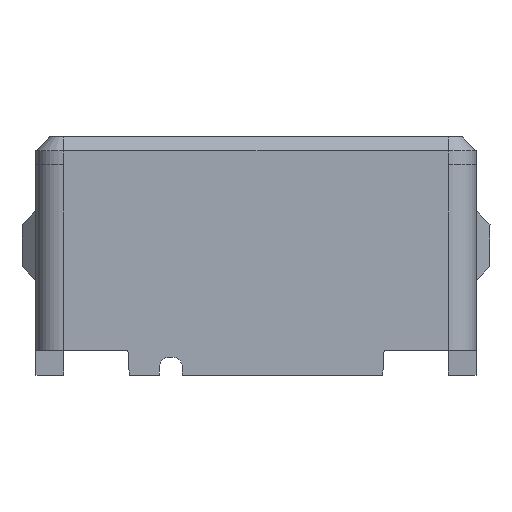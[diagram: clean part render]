
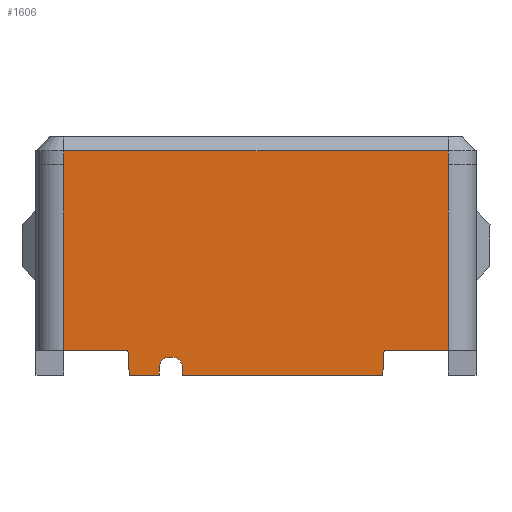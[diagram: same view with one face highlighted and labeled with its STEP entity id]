
A CAD part, left-side view. The second image highlights one B-rep face of the part: STEP entity #1606.
In plain terms, the highlighted planar face has unit normal (-1, 0, 0).
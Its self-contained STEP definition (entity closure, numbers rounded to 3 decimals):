
#13 = LINE ( 'NONE', #784, #2087 ) ;
#20 = VECTOR ( 'NONE', #1328, 1000. ) ;
#44 = LINE ( 'NONE', #973, #270 ) ;
#72 = LINE ( 'NONE', #1367, #598 ) ;
#108 = DIRECTION ( 'NONE',  ( 1., 0., 0. ) ) ;
#114 = VERTEX_POINT ( 'NONE', #1314 ) ;
#115 = LINE ( 'NONE', #2323, #1220 ) ;
#126 = EDGE_CURVE ( 'NONE', #529, #1488, #13, .T. ) ;
#128 = ORIENTED_EDGE ( 'NONE', *, *, #928, .F. ) ;
#143 = DIRECTION ( 'NONE',  ( 0., -1., 0. ) ) ;
#175 = CARTESIAN_POINT ( 'NONE',  ( -1.45, -0.25, 7.35 ) ) ;
#213 = DIRECTION ( 'NONE',  ( 1., 0., 0. ) ) ;
#227 = EDGE_CURVE ( 'NONE', #1984, #2191, #1876, .T. ) ;
#233 = CARTESIAN_POINT ( 'NONE',  ( -1.45, 11.746, -1.921 ) ) ;
#250 = CARTESIAN_POINT ( 'NONE',  ( -1.45, 16.25, 34.883 ) ) ;
#270 = VECTOR ( 'NONE', #385, 1000. ) ;
#306 = DIRECTION ( 'NONE',  ( 0., -1., 0. ) ) ;
#307 = VECTOR ( 'NONE', #1517, 1000. ) ;
#316 = VECTOR ( 'NONE', #1274, 1000. ) ;
#330 = ORIENTED_EDGE ( 'NONE', *, *, #1553, .T. ) ;
#366 = CARTESIAN_POINT ( 'NONE',  ( -1.45, 13.445, -2.279 ) ) ;
#372 = CARTESIAN_POINT ( 'NONE',  ( -1.45, 16.25, -1.221 ) ) ;
#385 = DIRECTION ( 'NONE',  ( 0., -0.052, 0.999 ) ) ;
#399 = DIRECTION ( 'NONE',  ( 0., 1., 0. ) ) ;
#411 = CARTESIAN_POINT ( 'NONE',  ( -1.45, 11.568, -1.521 ) ) ;
#417 = CARTESIAN_POINT ( 'NONE',  ( -1.45, 2.5, -1.221 ) ) ;
#424 = DIRECTION ( 'NONE',  ( 1., 0., 0. ) ) ;
#470 = ORIENTED_EDGE ( 'NONE', *, *, #2018, .F. ) ;
#501 = ORIENTED_EDGE ( 'NONE', *, *, #1751, .T. ) ;
#522 = CARTESIAN_POINT ( 'NONE',  ( -1.45, 16.25, 7.35 ) ) ;
#529 = VERTEX_POINT ( 'NONE', #366 ) ;
#551 = LINE ( 'NONE', #372, #562 ) ;
#562 = VECTOR ( 'NONE', #143, 1000. ) ;
#598 = VECTOR ( 'NONE', #1898, 1000. ) ;
#646 = VECTOR ( 'NONE', #1912, 1000. ) ;
#649 = VERTEX_POINT ( 'NONE', #1970 ) ;
#688 = LINE ( 'NONE', #866, #953 ) ;
#700 = EDGE_CURVE ( 'NONE', #1190, #529, #115, .T. ) ;
#701 = LINE ( 'NONE', #846, #2237 ) ;
#747 = ORIENTED_EDGE ( 'NONE', *, *, #2296, .F. ) ;
#750 = CARTESIAN_POINT ( 'NONE',  ( -1.45, 11.168, -1.921 ) ) ;
#757 = AXIS2_PLACEMENT_3D ( 'NONE', #250, #424, #399 ) ;
#779 = PLANE ( 'NONE',  #757 ) ;
#784 = CARTESIAN_POINT ( 'NONE',  ( -1.45, 15.394, 34.928 ) ) ;
#798 = VECTOR ( 'NONE', #1534, 1000. ) ;
#799 = CARTESIAN_POINT ( 'NONE',  ( -1.45, -0.25, 7.95 ) ) ;
#846 = CARTESIAN_POINT ( 'NONE',  ( -1.45, 16.25, -1.221 ) ) ;
#856 = DIRECTION ( 'NONE',  ( 0., 1., 0. ) ) ;
#862 = CARTESIAN_POINT ( 'NONE',  ( -1.45, 12.146, 34.883 ) ) ;
#866 = CARTESIAN_POINT ( 'NONE',  ( -1.45, 16.25, 7.35 ) ) ;
#879 = CARTESIAN_POINT ( 'NONE',  ( -1.45, 16.25, -1.521 ) ) ;
#898 = VERTEX_POINT ( 'NONE', #411 ) ;
#923 = EDGE_CURVE ( 'NONE', #1424, #1014, #2276, .T. ) ;
#928 = EDGE_CURVE ( 'NONE', #1011, #1828, #2273, .T. ) ;
#935 = CARTESIAN_POINT ( 'NONE',  ( -1.45, 13.5, -1.221 ) ) ;
#946 = CARTESIAN_POINT ( 'NONE',  ( -1.45, 12.146, -1.921 ) ) ;
#953 = VECTOR ( 'NONE', #856, 1000. ) ;
#973 = CARTESIAN_POINT ( 'NONE',  ( -1.45, 0.651, 34.065 ) ) ;
#980 = ORIENTED_EDGE ( 'NONE', *, *, #126, .F. ) ;
#989 = AXIS2_PLACEMENT_3D ( 'NONE', #2365, #108, #2135 ) ;
#1011 = VERTEX_POINT ( 'NONE', #175 ) ;
#1014 = VERTEX_POINT ( 'NONE', #2046 ) ;
#1035 = CARTESIAN_POINT ( 'NONE',  ( -1.45, 11.168, -2.279 ) ) ;
#1060 = ORIENTED_EDGE ( 'NONE', *, *, #923, .T. ) ;
#1064 = DIRECTION ( 'NONE',  ( 0., 0., 1. ) ) ;
#1076 = LINE ( 'NONE', #879, #1994 ) ;
#1087 = ORIENTED_EDGE ( 'NONE', *, *, #1261, .T. ) ;
#1118 = LINE ( 'NONE', #1168, #20 ) ;
#1166 = EDGE_CURVE ( 'NONE', #649, #1355, #1349, .T. ) ;
#1168 = CARTESIAN_POINT ( 'NONE',  ( -1.45, -0.25, 34.883 ) ) ;
#1169 = DIRECTION ( 'NONE',  ( 0., 1., 0. ) ) ;
#1190 = VERTEX_POINT ( 'NONE', #2124 ) ;
#1220 = VECTOR ( 'NONE', #1946, 1000. ) ;
#1221 = VERTEX_POINT ( 'NONE', #417 ) ;
#1261 = EDGE_CURVE ( 'NONE', #898, #2088, #1806, .T. ) ;
#1274 = DIRECTION ( 'NONE',  ( 0., 0., -1. ) ) ;
#1286 = EDGE_CURVE ( 'NONE', #2063, #1488, #701, .T. ) ;
#1291 = DIRECTION ( 'NONE',  ( 0., 1., 0. ) ) ;
#1314 = CARTESIAN_POINT ( 'NONE',  ( -1.45, -0.25, -1.221 ) ) ;
#1327 = ORIENTED_EDGE ( 'NONE', *, *, #1645, .T. ) ;
#1328 = DIRECTION ( 'NONE',  ( 0., 0., -1. ) ) ;
#1349 = LINE ( 'NONE', #1910, #798 ) ;
#1355 = VERTEX_POINT ( 'NONE', #1035 ) ;
#1367 = CARTESIAN_POINT ( 'NONE',  ( -1.45, 16.25, 34.883 ) ) ;
#1409 = CARTESIAN_POINT ( 'NONE',  ( -1.45, 11.168, 34.883 ) ) ;
#1424 = VERTEX_POINT ( 'NONE', #946 ) ;
#1449 = CARTESIAN_POINT ( 'NONE',  ( -1.45, -0.25, 6.75 ) ) ;
#1488 = VERTEX_POINT ( 'NONE', #935 ) ;
#1517 = DIRECTION ( 'NONE',  ( 0., 0., -1. ) ) ;
#1534 = DIRECTION ( 'NONE',  ( 0., 1., 0. ) ) ;
#1538 = EDGE_CURVE ( 'NONE', #2191, #2063, #72, .T. ) ;
#1553 = EDGE_CURVE ( 'NONE', #649, #1221, #44, .T. ) ;
#1586 = ORIENTED_EDGE ( 'NONE', *, *, #700, .F. ) ;
#1595 = LINE ( 'NONE', #1409, #1653 ) ;
#1606 = ADVANCED_FACE ( 'NONE', ( #1909 ), #779, .F. ) ;
#1610 = ORIENTED_EDGE ( 'NONE', *, *, #227, .T. ) ;
#1625 = ORIENTED_EDGE ( 'NONE', *, *, #2398, .F. ) ;
#1645 = EDGE_CURVE ( 'NONE', #1011, #1984, #688, .T. ) ;
#1653 = VECTOR ( 'NONE', #1064, 1000. ) ;
#1694 = AXIS2_PLACEMENT_3D ( 'NONE', #233, #213, #1169 ) ;
#1700 = CARTESIAN_POINT ( 'NONE',  ( -1.45, 16.25, 7.95 ) ) ;
#1735 = DIRECTION ( 'NONE',  ( 0., 0.052, 0.999 ) ) ;
#1751 = EDGE_CURVE ( 'NONE', #1221, #114, #551, .T. ) ;
#1757 = CARTESIAN_POINT ( 'NONE',  ( -1.45, 16.25, 6.75 ) ) ;
#1778 = ORIENTED_EDGE ( 'NONE', *, *, #1286, .T. ) ;
#1784 = ORIENTED_EDGE ( 'NONE', *, *, #2132, .F. ) ;
#1794 = LINE ( 'NONE', #862, #316 ) ;
#1806 = CIRCLE ( 'NONE', #989, 0.4 ) ;
#1828 = VERTEX_POINT ( 'NONE', #1449 ) ;
#1852 = ORIENTED_EDGE ( 'NONE', *, *, #1166, .F. ) ;
#1876 = LINE ( 'NONE', #1700, #646 ) ;
#1898 = DIRECTION ( 'NONE',  ( 0., 0., -1. ) ) ;
#1909 = FACE_OUTER_BOUND ( 'NONE', #2240, .T. ) ;
#1910 = CARTESIAN_POINT ( 'NONE',  ( -1.45, -0.25, -2.279 ) ) ;
#1912 = DIRECTION ( 'NONE',  ( 0., 0., -1. ) ) ;
#1946 = DIRECTION ( 'NONE',  ( 0., 1., 0. ) ) ;
#1970 = CARTESIAN_POINT ( 'NONE',  ( -1.45, 2.555, -2.279 ) ) ;
#1984 = VERTEX_POINT ( 'NONE', #522 ) ;
#1994 = VECTOR ( 'NONE', #1291, 1000. ) ;
#2018 = EDGE_CURVE ( 'NONE', #898, #1014, #1076, .T. ) ;
#2046 = CARTESIAN_POINT ( 'NONE',  ( -1.45, 11.746, -1.521 ) ) ;
#2063 = VERTEX_POINT ( 'NONE', #2098 ) ;
#2087 = VECTOR ( 'NONE', #1735, 1000. ) ;
#2088 = VERTEX_POINT ( 'NONE', #750 ) ;
#2097 = ORIENTED_EDGE ( 'NONE', *, *, #1538, .T. ) ;
#2098 = CARTESIAN_POINT ( 'NONE',  ( -1.45, 16.25, -1.221 ) ) ;
#2124 = CARTESIAN_POINT ( 'NONE',  ( -1.45, 12.146, -2.279 ) ) ;
#2132 = EDGE_CURVE ( 'NONE', #1828, #114, #1118, .T. ) ;
#2135 = DIRECTION ( 'NONE',  ( 0., 1., 0. ) ) ;
#2191 = VERTEX_POINT ( 'NONE', #1757 ) ;
#2237 = VECTOR ( 'NONE', #306, 1000. ) ;
#2240 = EDGE_LOOP ( 'NONE', ( #470, #1087, #747, #1852, #330, #501, #1784, #128, #1327, #1610, #2097, #1778, #980, #1586, #1625, #1060 ) ) ;
#2273 = LINE ( 'NONE', #799, #307 ) ;
#2276 = CIRCLE ( 'NONE', #1694, 0.4 ) ;
#2296 = EDGE_CURVE ( 'NONE', #1355, #2088, #1595, .T. ) ;
#2323 = CARTESIAN_POINT ( 'NONE',  ( -1.45, -0.25, -2.279 ) ) ;
#2365 = CARTESIAN_POINT ( 'NONE',  ( -1.45, 11.568, -1.921 ) ) ;
#2398 = EDGE_CURVE ( 'NONE', #1424, #1190, #1794, .T. ) ;
